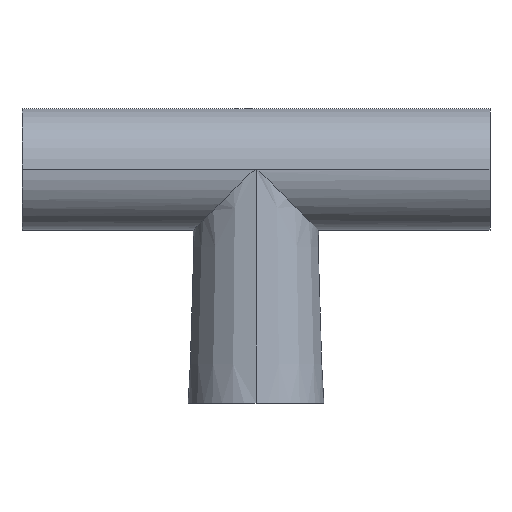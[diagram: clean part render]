
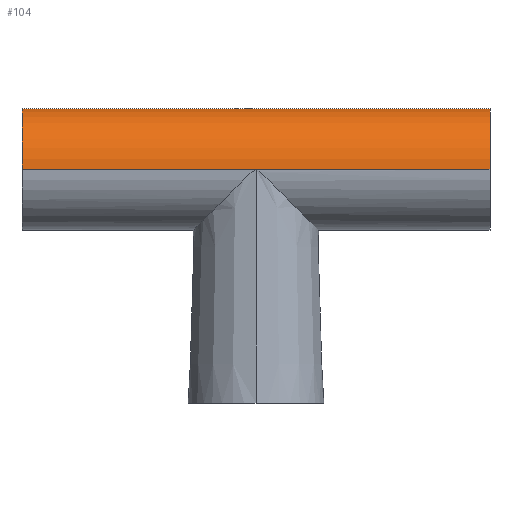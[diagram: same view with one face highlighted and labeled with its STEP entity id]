
A CAD part, top view. The second image highlights one B-rep face of the part: STEP entity #104.
In plain terms, the highlighted cylindrical face has radius 13 mm (diameter 26 mm), a partial arc.
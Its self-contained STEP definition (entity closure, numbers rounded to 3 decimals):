
#2 = FACE_OUTER_BOUND ( 'NONE', #512, .T. ) ;
#3 = CARTESIAN_POINT ( 'NONE',  ( -50., 50., 13. ) ) ;
#6 = DIRECTION ( 'NONE',  ( 1., 0., 0. ) ) ;
#54 = ORIENTED_EDGE ( 'NONE', *, *, #624, .T. ) ;
#61 = ORIENTED_EDGE ( 'NONE', *, *, #66, .F. ) ;
#63 = EDGE_CURVE ( 'NONE', #84, #219, #90, .T. ) ;
#66 = EDGE_CURVE ( 'NONE', #102, #229, #427, .T. ) ;
#70 = CARTESIAN_POINT ( 'NONE',  ( -0.001, 50., -13. ) ) ;
#84 = VERTEX_POINT ( 'NONE', #369 ) ;
#89 = CIRCLE ( 'NONE', #192, 13. ) ;
#90 = CIRCLE ( 'NONE', #468, 13. ) ;
#102 = VERTEX_POINT ( 'NONE', #108 ) ;
#104 = ADVANCED_FACE ( 'NONE', ( #2 ), #531, .T. ) ;
#108 = CARTESIAN_POINT ( 'NONE',  ( 50., 50., -13. ) ) ;
#117 = VERTEX_POINT ( 'NONE', #689 ) ;
#123 = DIRECTION ( 'NONE',  ( 1., 0., 0. ) ) ;
#124 = CARTESIAN_POINT ( 'NONE',  ( -50., 50., 13. ) ) ;
#126 = AXIS2_PLACEMENT_3D ( 'NONE', #426, #6, #538 ) ;
#129 = DIRECTION ( 'NONE',  ( 1., 0., 0. ) ) ;
#170 = CARTESIAN_POINT ( 'NONE',  ( 0., 50., 0. ) ) ;
#176 = VECTOR ( 'NONE', #129, 1000. ) ;
#177 = DIRECTION ( 'NONE',  ( 0., 1., 0. ) ) ;
#192 = AXIS2_PLACEMENT_3D ( 'NONE', #300, #339, #394 ) ;
#216 = VECTOR ( 'NONE', #676, 1000. ) ;
#219 = VERTEX_POINT ( 'NONE', #70 ) ;
#229 = VERTEX_POINT ( 'NONE', #363 ) ;
#232 = DIRECTION ( 'NONE',  ( 1., 0., 0. ) ) ;
#260 = LINE ( 'NONE', #465, #216 ) ;
#286 = ORIENTED_EDGE ( 'NONE', *, *, #327, .F. ) ;
#300 = CARTESIAN_POINT ( 'NONE',  ( -50., 50., 0. ) ) ;
#323 = ORIENTED_EDGE ( 'NONE', *, *, #63, .T. ) ;
#327 = EDGE_CURVE ( 'NONE', #84, #102, #260, .T. ) ;
#328 = ORIENTED_EDGE ( 'NONE', *, *, #400, .T. ) ;
#332 = DIRECTION ( 'NONE',  ( 0., 0., 1. ) ) ;
#339 = DIRECTION ( 'NONE',  ( 1., 0., 0. ) ) ;
#363 = CARTESIAN_POINT ( 'NONE',  ( 50., 50., 13. ) ) ;
#369 = CARTESIAN_POINT ( 'NONE',  ( 0., 50., -13. ) ) ;
#377 = VECTOR ( 'NONE', #123, 1000. ) ;
#394 = DIRECTION ( 'NONE',  ( 0., 0., -1. ) ) ;
#400 = EDGE_CURVE ( 'NONE', #687, #229, #537, .T. ) ;
#426 = CARTESIAN_POINT ( 'NONE',  ( 50., 50., 0. ) ) ;
#427 = CIRCLE ( 'NONE', #126, 13. ) ;
#442 = CARTESIAN_POINT ( 'NONE',  ( -50., 50., -13. ) ) ;
#465 = CARTESIAN_POINT ( 'NONE',  ( -50., 50., -13. ) ) ;
#468 = AXIS2_PLACEMENT_3D ( 'NONE', #170, #177, #332 ) ;
#471 = EDGE_CURVE ( 'NONE', #117, #219, #597, .T. ) ;
#478 = CARTESIAN_POINT ( 'NONE',  ( -50., 50., 0. ) ) ;
#511 = VECTOR ( 'NONE', #649, 1000. ) ;
#512 = EDGE_LOOP ( 'NONE', ( #584, #54, #328, #61, #286, #323, #566 ) ) ;
#525 = VERTEX_POINT ( 'NONE', #601 ) ;
#531 = CYLINDRICAL_SURFACE ( 'NONE', #559, 13. ) ;
#537 = LINE ( 'NONE', #3, #511 ) ;
#538 = DIRECTION ( 'NONE',  ( 0., 0., -1. ) ) ;
#559 = AXIS2_PLACEMENT_3D ( 'NONE', #478, #232, #580 ) ;
#566 = ORIENTED_EDGE ( 'NONE', *, *, #471, .F. ) ;
#580 = DIRECTION ( 'NONE',  ( 0., 0., -1. ) ) ;
#584 = ORIENTED_EDGE ( 'NONE', *, *, #605, .T. ) ;
#592 = LINE ( 'NONE', #124, #176 ) ;
#597 = LINE ( 'NONE', #442, #377 ) ;
#601 = CARTESIAN_POINT ( 'NONE',  ( -50., 50., 13. ) ) ;
#605 = EDGE_CURVE ( 'NONE', #117, #525, #89, .T. ) ;
#624 = EDGE_CURVE ( 'NONE', #525, #687, #592, .T. ) ;
#649 = DIRECTION ( 'NONE',  ( 1., 0., 0. ) ) ;
#676 = DIRECTION ( 'NONE',  ( 1., 0., 0. ) ) ;
#687 = VERTEX_POINT ( 'NONE', #693 ) ;
#689 = CARTESIAN_POINT ( 'NONE',  ( -50., 50., -13. ) ) ;
#693 = CARTESIAN_POINT ( 'NONE',  ( 0., 50., 13. ) ) ;
